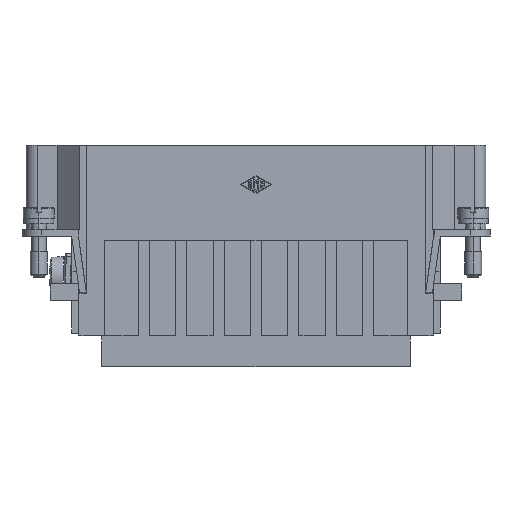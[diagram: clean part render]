
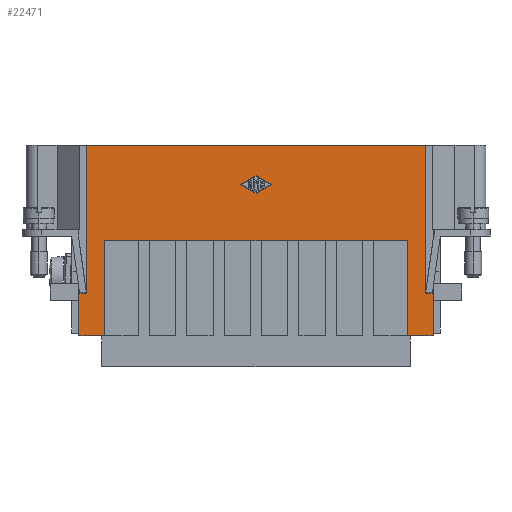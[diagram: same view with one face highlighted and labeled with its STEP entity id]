
A CAD part, front view. The second image highlights one B-rep face of the part: STEP entity #22471.
In plain terms, the highlighted planar face has unit normal (0, -1, 0).
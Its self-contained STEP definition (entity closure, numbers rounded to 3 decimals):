
#21597=CARTESIAN_POINT('',(-2.709,-17.,28.));
#21598=VERTEX_POINT('',#21597);
#21605=CARTESIAN_POINT('',(0.,-17.,26.438));
#21606=VERTEX_POINT('',#21605);
#21607=CARTESIAN_POINT('',(0.,-17.,26.438));
#21608=DIRECTION('',(-0.866,0.0,0.5));
#21609=VECTOR('',#21608,3.127);
#21610=LINE('',#21607,#21609);
#21611=EDGE_CURVE('',#21606,#21598,#21610,.T.);
#21636=CARTESIAN_POINT('',(2.709,-17.,28.));
#21637=VERTEX_POINT('',#21636);
#21638=CARTESIAN_POINT('',(2.709,-17.,28.));
#21639=DIRECTION('',(-0.866,0.0,-0.5));
#21640=VECTOR('',#21639,3.127);
#21641=LINE('',#21638,#21640);
#21642=EDGE_CURVE('',#21637,#21606,#21641,.T.);
#21667=CARTESIAN_POINT('',(0.,-17.,29.562));
#21668=VERTEX_POINT('',#21667);
#21669=CARTESIAN_POINT('',(0.,-17.,29.562));
#21670=DIRECTION('',(0.866,0.0,-0.5));
#21671=VECTOR('',#21670,3.127);
#21672=LINE('',#21669,#21671);
#21673=EDGE_CURVE('',#21668,#21637,#21672,.T.);
#21696=CARTESIAN_POINT('',(-2.709,-17.,28.));
#21697=DIRECTION('',(0.866,0.0,0.5));
#21698=VECTOR('',#21697,3.127);
#21699=LINE('',#21696,#21698);
#21700=EDGE_CURVE('',#21598,#21668,#21699,.T.);
#22362=CARTESIAN_POINT('',(31.6,-17.,0.0));
#22363=DIRECTION('',(0.0,-1.0,0.0));
#22364=DIRECTION('',(0.0,0.0,-1.0));
#22365=AXIS2_PLACEMENT_3D('',#22362,#22363,#22364);
#22366=PLANE('',#22365);
#22367=CARTESIAN_POINT('',(30.25,-17.,8.5));
#22368=VERTEX_POINT('',#22367);
#22369=CARTESIAN_POINT('',(30.25,-17.,35.0));
#22370=VERTEX_POINT('',#22369);
#22371=CARTESIAN_POINT('',(30.25,-17.,8.5));
#22372=DIRECTION('',(0.0,0.0,1.0));
#22373=VECTOR('',#22372,26.5);
#22374=LINE('',#22371,#22373);
#22375=EDGE_CURVE('',#22368,#22370,#22374,.T.);
#22376=ORIENTED_EDGE('',*,*,#22375,.T.);
#22377=CARTESIAN_POINT('',(-30.25,-17.,35.0));
#22378=VERTEX_POINT('',#22377);
#22379=CARTESIAN_POINT('',(30.25,-17.,35.0));
#22380=DIRECTION('',(-1.0,0.0,0.0));
#22381=VECTOR('',#22380,60.5);
#22382=LINE('',#22379,#22381);
#22383=EDGE_CURVE('',#22370,#22378,#22382,.T.);
#22384=ORIENTED_EDGE('',*,*,#22383,.T.);
#22385=CARTESIAN_POINT('',(-30.25,-17.0,8.5));
#22386=VERTEX_POINT('',#22385);
#22387=CARTESIAN_POINT('',(-30.25,-17.0,8.5));
#22388=DIRECTION('',(0.0,0.0,1.0));
#22389=VECTOR('',#22388,26.5);
#22390=LINE('',#22387,#22389);
#22391=EDGE_CURVE('',#22386,#22378,#22390,.T.);
#22392=ORIENTED_EDGE('',*,*,#22391,.F.);
#22393=CARTESIAN_POINT('',(-31.6,-17.0,8.5));
#22394=VERTEX_POINT('',#22393);
#22395=CARTESIAN_POINT('',(-30.25,-17.0,8.5));
#22396=DIRECTION('',(-1.0,0.0,0.0));
#22397=VECTOR('',#22396,1.35);
#22398=LINE('',#22395,#22397);
#22399=EDGE_CURVE('',#22386,#22394,#22398,.T.);
#22400=ORIENTED_EDGE('',*,*,#22399,.T.);
#22401=CARTESIAN_POINT('',(-31.6,-17.0,1.0));
#22402=VERTEX_POINT('',#22401);
#22403=CARTESIAN_POINT('',(-31.6,-17.0,1.0));
#22404=DIRECTION('',(0.0,0.0,1.0));
#22405=VECTOR('',#22404,7.5);
#22406=LINE('',#22403,#22405);
#22407=EDGE_CURVE('',#22402,#22394,#22406,.T.);
#22408=ORIENTED_EDGE('',*,*,#22407,.F.);
#22409=CARTESIAN_POINT('',(-27.0,-17.0,1.0));
#22410=VERTEX_POINT('',#22409);
#22411=CARTESIAN_POINT('',(-31.6,-17.0,1.0));
#22412=DIRECTION('',(1.0,0.0,0.0));
#22413=VECTOR('',#22412,4.6);
#22414=LINE('',#22411,#22413);
#22415=EDGE_CURVE('',#22402,#22410,#22414,.T.);
#22416=ORIENTED_EDGE('',*,*,#22415,.T.);
#22417=CARTESIAN_POINT('',(-27.0,-17.0,18.0));
#22418=VERTEX_POINT('',#22417);
#22419=CARTESIAN_POINT('',(-27.0,-17.0,1.0));
#22420=DIRECTION('',(0.0,0.0,1.0));
#22421=VECTOR('',#22420,17.0);
#22422=LINE('',#22419,#22421);
#22423=EDGE_CURVE('',#22410,#22418,#22422,.T.);
#22424=ORIENTED_EDGE('',*,*,#22423,.T.);
#22425=CARTESIAN_POINT('',(27.0,-17.,18.0));
#22426=VERTEX_POINT('',#22425);
#22427=CARTESIAN_POINT('',(-27.0,-17.0,18.0));
#22428=DIRECTION('',(1.0,0.0,0.0));
#22429=VECTOR('',#22428,54.0);
#22430=LINE('',#22427,#22429);
#22431=EDGE_CURVE('',#22418,#22426,#22430,.T.);
#22432=ORIENTED_EDGE('',*,*,#22431,.T.);
#22433=CARTESIAN_POINT('',(27.0,-17.,1.0));
#22434=VERTEX_POINT('',#22433);
#22435=CARTESIAN_POINT('',(27.0,-17.,18.0));
#22436=DIRECTION('',(0.0,0.0,-1.0));
#22437=VECTOR('',#22436,17.0);
#22438=LINE('',#22435,#22437);
#22439=EDGE_CURVE('',#22426,#22434,#22438,.T.);
#22440=ORIENTED_EDGE('',*,*,#22439,.T.);
#22441=CARTESIAN_POINT('',(31.6,-17.,1.0));
#22442=VERTEX_POINT('',#22441);
#22443=CARTESIAN_POINT('',(27.0,-17.,1.0));
#22444=DIRECTION('',(1.0,0.0,0.0));
#22445=VECTOR('',#22444,4.6);
#22446=LINE('',#22443,#22445);
#22447=EDGE_CURVE('',#22434,#22442,#22446,.T.);
#22448=ORIENTED_EDGE('',*,*,#22447,.T.);
#22449=CARTESIAN_POINT('',(31.6,-17.,8.5));
#22450=VERTEX_POINT('',#22449);
#22451=CARTESIAN_POINT('',(31.6,-17.,1.0));
#22452=DIRECTION('',(0.0,0.0,1.0));
#22453=VECTOR('',#22452,7.5);
#22454=LINE('',#22451,#22453);
#22455=EDGE_CURVE('',#22442,#22450,#22454,.T.);
#22456=ORIENTED_EDGE('',*,*,#22455,.T.);
#22457=CARTESIAN_POINT('',(31.6,-17.,8.5));
#22458=DIRECTION('',(-1.0,0.0,0.0));
#22459=VECTOR('',#22458,1.35);
#22460=LINE('',#22457,#22459);
#22461=EDGE_CURVE('',#22450,#22368,#22460,.T.);
#22462=ORIENTED_EDGE('',*,*,#22461,.T.);
#22463=EDGE_LOOP('',(#22376,#22384,#22392,#22400,#22408,#22416,#22424,#22432,#22440,#22448,#22456,#22462));
#22464=FACE_OUTER_BOUND('',#22463,.T.);
#22465=ORIENTED_EDGE('',*,*,#21611,.T.);
#22466=ORIENTED_EDGE('',*,*,#21700,.T.);
#22467=ORIENTED_EDGE('',*,*,#21673,.T.);
#22468=ORIENTED_EDGE('',*,*,#21642,.T.);
#22469=EDGE_LOOP('',(#22465,#22466,#22467,#22468));
#22470=FACE_BOUND('',#22469,.T.);
#22471=ADVANCED_FACE('',(#22464,#22470),#22366,.T.);
